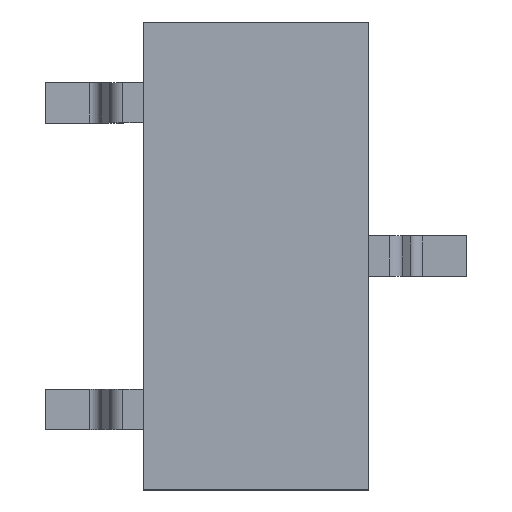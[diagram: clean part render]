
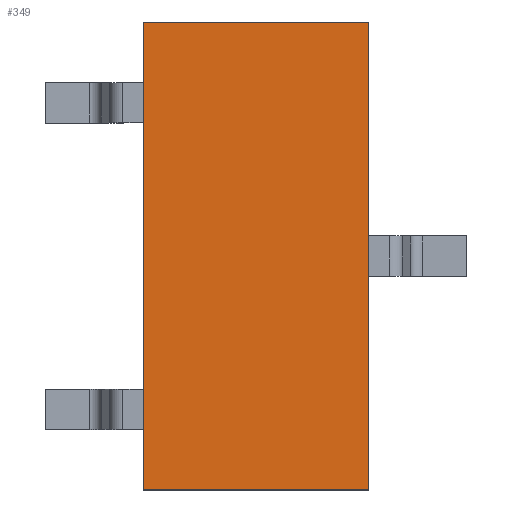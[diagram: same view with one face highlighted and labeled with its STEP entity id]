
A CAD part, top view. The second image highlights one B-rep face of the part: STEP entity #349.
In plain terms, the highlighted planar face has unit normal (0, 0, 1).
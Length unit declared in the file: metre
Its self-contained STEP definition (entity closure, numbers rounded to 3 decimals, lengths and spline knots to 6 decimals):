
#221 = EDGE_CURVE( '', #595, #596, #597, .T. );
#341 = EDGE_CURVE( '', #782, #783, #784, .T. );
#349 = ADVANCED_FACE( '', ( #795 ), #796, .T. );
#397 = EDGE_CURVE( '', #783, #595, #852, .T. );
#511 = EDGE_CURVE( '', #596, #782, #985, .T. );
#595 = VERTEX_POINT( '', #1085 );
#596 = VERTEX_POINT( '', #1086 );
#597 = LINE( '', #1087, #1088 );
#782 = VERTEX_POINT( '', #1351 );
#783 = VERTEX_POINT( '', #1352 );
#784 = LINE( '', #1353, #1354 );
#795 = FACE_OUTER_BOUND( '', #1371, .T. );
#796 = PLANE( '', #1372 );
#852 = LINE( '', #1460, #1461 );
#985 = LINE( '', #1661, #1662 );
#1085 = CARTESIAN_POINT( '', ( -0.000797, -0.001475, 0.00112 ) );
#1086 = CARTESIAN_POINT( '', ( 0.000603, -0.001475, 0.00112 ) );
#1087 = CARTESIAN_POINT( '', ( -0.000797, -0.001475, 0.00112 ) );
#1088 = VECTOR( '', #1724, 1. );
#1351 = CARTESIAN_POINT( '', ( 0.000603, 0.001425, 0.00112 ) );
#1352 = CARTESIAN_POINT( '', ( -0.000797, 0.001425, 0.00112 ) );
#1353 = CARTESIAN_POINT( '', ( 0.000603, 0.001425, 0.00112 ) );
#1354 = VECTOR( '', #1937, 1. );
#1371 = EDGE_LOOP( '', ( #1942, #1943, #1944, #1945 ) );
#1372 = AXIS2_PLACEMENT_3D( '', #1946, #1947, #1948 );
#1460 = CARTESIAN_POINT( '', ( -0.000797, 0.001425, 0.00112 ) );
#1461 = VECTOR( '', #2028, 1. );
#1661 = CARTESIAN_POINT( '', ( 0.000603, -0.001475, 0.00112 ) );
#1662 = VECTOR( '', #2252, 1. );
#1724 = DIRECTION( '', ( 1., 0., 0. ) );
#1937 = DIRECTION( '', ( -1., 0., 0. ) );
#1942 = ORIENTED_EDGE( '', *, *, #511, .T. );
#1943 = ORIENTED_EDGE( '', *, *, #341, .T. );
#1944 = ORIENTED_EDGE( '', *, *, #397, .T. );
#1945 = ORIENTED_EDGE( '', *, *, #221, .T. );
#1946 = CARTESIAN_POINT( '', ( -0.000097, -0.000025, 0.00112 ) );
#1947 = DIRECTION( '', ( 0., 0., 1. ) );
#1948 = DIRECTION( '', ( 1., 0., 0. ) );
#2028 = DIRECTION( '', ( 0., -1., 0. ) );
#2252 = DIRECTION( '', ( 0., 1., 0. ) );
